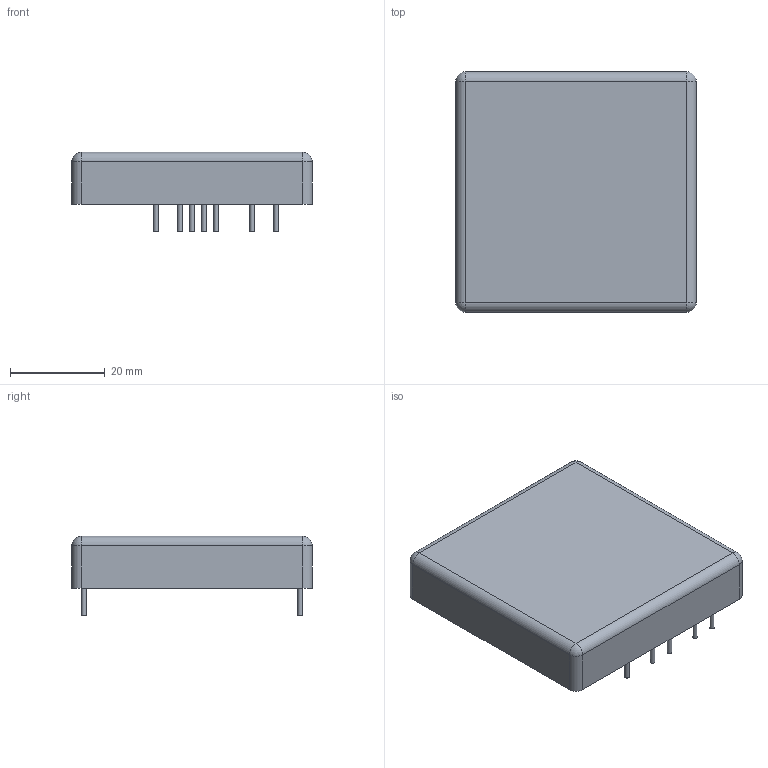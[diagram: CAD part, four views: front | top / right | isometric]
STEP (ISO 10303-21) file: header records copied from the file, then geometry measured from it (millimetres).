
FILE_DESCRIPTION(('FreeCAD Model'),'2;1');
FILE_NAME('KHWS.step', '2020-05-26T13:27:54',('Author'),(''), 'Open CASCADE STEP processor 7.2','FreeCAD','Unknown');
FILE_SCHEMA(('AUTOMOTIVE_DESIGN { 1 0 10303 214 1 1 1 1 }'));
Length unit declared in the file: millimetre
Products named in the file (9): case; pin_2; pin_1; pin_3; pin_4; pin_5; pin_7; pin_6; pin_8
Bounding box: 50.8 x 50.8 x 16.8 mm (x, y, z)
Volume: 28216.6 mm3; surface area: 7336.9 mm2
Topology: 9 solids, 9 shells, 42 faces, 64 edges, 36 vertices
Faces by surface type: plane 22, cylinder 16, sphere 4
Full cylindrical faces by diameter (mm): 1 x8
Entity records: 1833 total; most frequent: CARTESIAN_POINT 281, DIRECTION 281, ORIENTED_EDGE 120, PCURVE 120, DEFINITIONAL_REPRESENTATION 120, LINE 112, VECTOR 112, AXIS2_PLACEMENT_3D 75
